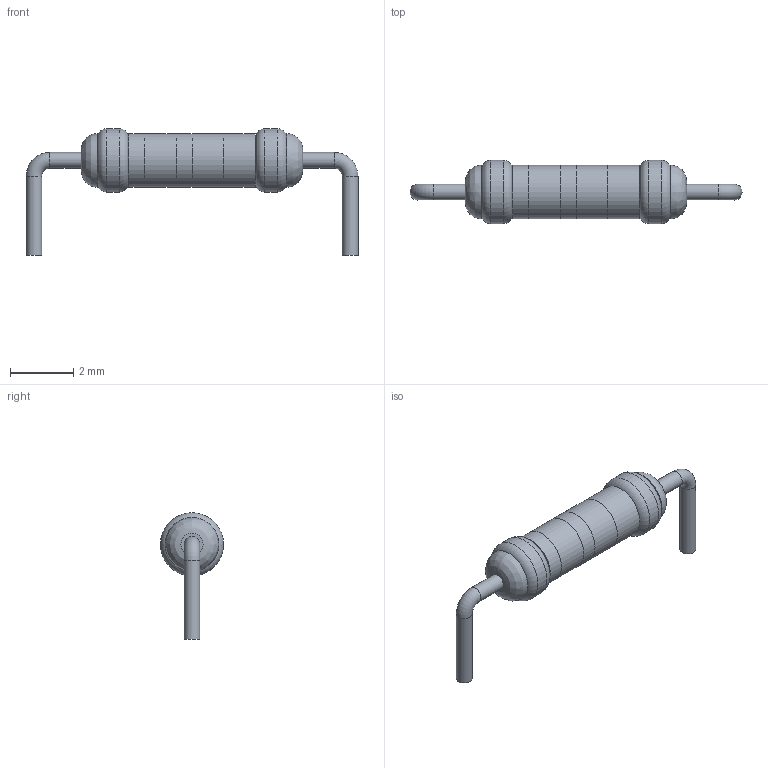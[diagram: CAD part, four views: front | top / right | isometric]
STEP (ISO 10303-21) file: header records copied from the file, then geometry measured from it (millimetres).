
FILE_DESCRIPTION(/* description */ (''),/* implementation_level */ '2;1');
FILE_NAME(/* name */ 'Res_250mW_TH.step',/* time_stamp */ '2024-10-27T17:18:35+06:00',/* author */ (''),/* organization */ (''),/* preprocessor_version */ 'ST-DEVELOPER v20',/* originating_system */ 'Autodesk Translation Framework v13.20.0.188',/* authorisation */ '');
FILE_SCHEMA (('AUTOMOTIVE_DESIGN { 1 0 10303 214 3 1 1 }'));
Length unit declared in the file: millimetre
Products named in the file (1): (Unsaved)
Bounding box: 10.5 x 2 x 4 mm (x, y, z)
Volume: 18.4 mm3; surface area: 92 mm2
Topology: 11 solids, 11 shells, 41 faces, 55 edges, 36 vertices
Faces by surface type: plane 22, cylinder 11, torus 6, bspline 2
Full cylindrical faces by diameter (mm): 0.5 x4, 1.7 x5, 2 x2
Entity records: 986 total; most frequent: CARTESIAN_POINT 185, DIRECTION 179, ORIENTED_EDGE 110, AXIS2_PLACEMENT_3D 84, EDGE_CURVE 55, CIRCLE 44, FACE_OUTER_BOUND 41, EDGE_LOOP 41
